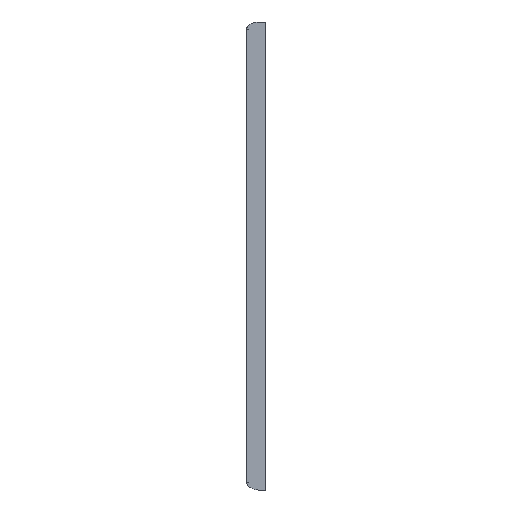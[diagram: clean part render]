
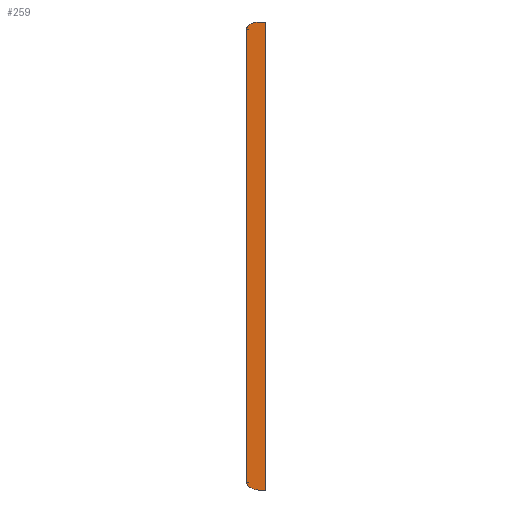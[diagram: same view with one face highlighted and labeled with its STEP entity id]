
A CAD part, left-side view. The second image highlights one B-rep face of the part: STEP entity #259.
In plain terms, the highlighted planar face has unit normal (-1, 0, 0).
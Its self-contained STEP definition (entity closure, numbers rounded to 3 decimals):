
#2 = CARTESIAN_POINT ( 'NONE',  ( -55.402, 41.364, -93.67 ) ) ;
#9 = CARTESIAN_POINT ( 'NONE',  ( -55.402, 43.267, -92.522 ) ) ;
#29 = ORIENTED_EDGE ( 'NONE', *, *, #246, .F. ) ;
#49 = LINE ( 'NONE', #764, #433 ) ;
#101 = CARTESIAN_POINT ( 'NONE',  ( -55.402, 43.96, -91.493 ) ) ;
#105 = CARTESIAN_POINT ( 'NONE',  ( -55.402, 44.02, -91.25 ) ) ;
#114 = CARTESIAN_POINT ( 'NONE',  ( -55.402, 39.908, 94. ) ) ;
#118 = CARTESIAN_POINT ( 'NONE',  ( -55.402, 42.039, 93.364 ) ) ;
#121 = CARTESIAN_POINT ( 'NONE',  ( -55.402, 42.679, 92.991 ) ) ;
#161 = B_SPLINE_CURVE_WITH_KNOTS ( 'NONE', 3,
 ( #747, #654, #105, #101, #1039, #663, #763, #9, #759, #288, #372, #549, #2, #273, #951, #938 ),
 .UNSPECIFIED., .F., .F.,
 ( 4, 2, 2, 2, 2, 2, 2, 4 ),
 ( 0., 0., 0.001, 0.001, 0.002, 0.003, 0.004, 0.006 ),
 .UNSPECIFIED. ) ;
#163 = CARTESIAN_POINT ( 'NONE',  ( -55.402, 39.5, 94. ) ) ;
#171 = VERTEX_POINT ( 'NONE', #393 ) ;
#197 = VERTEX_POINT ( 'NONE', #666 ) ;
#204 = CARTESIAN_POINT ( 'NONE',  ( -55.402, 42.471, 93.124 ) ) ;
#215 = CARTESIAN_POINT ( 'NONE',  ( -55.402, 43.914, 91.614 ) ) ;
#246 = EDGE_CURVE ( 'NONE', #197, #1132, #49, .T. ) ;
#259 = ADVANCED_FACE ( 'NONE', ( #494 ), #687, .F. ) ;
#273 = CARTESIAN_POINT ( 'NONE',  ( -55.402, 40.398, -93.93 ) ) ;
#288 = CARTESIAN_POINT ( 'NONE',  ( -55.402, 42.684, -92.987 ) ) ;
#290 = AXIS2_PLACEMENT_3D ( 'NONE', #488, #883, #403 ) ;
#349 = VECTOR ( 'NONE', #821, 1000. ) ;
#353 = ORIENTED_EDGE ( 'NONE', *, *, #493, .T. ) ;
#363 = LINE ( 'NONE', #163, #349 ) ;
#372 = CARTESIAN_POINT ( 'NONE',  ( -55.402, 42.472, -93.123 ) ) ;
#389 = CARTESIAN_POINT ( 'NONE',  ( -55.402, 40.397, 93.93 ) ) ;
#393 = CARTESIAN_POINT ( 'NONE',  ( -55.402, 39.406, 94. ) ) ;
#403 = DIRECTION ( 'NONE',  ( 0., 0., -1. ) ) ;
#433 = VECTOR ( 'NONE', #1134, 1000. ) ;
#468 = CARTESIAN_POINT ( 'NONE',  ( -55.402, 36.5, 94. ) ) ;
#471 = CARTESIAN_POINT ( 'NONE',  ( -55.402, 41.116, 93.737 ) ) ;
#475 = CARTESIAN_POINT ( 'NONE',  ( -55.402, 43.752, 91.949 ) ) ;
#485 = CARTESIAN_POINT ( 'NONE',  ( -55.402, 41.816, 93.471 ) ) ;
#488 = CARTESIAN_POINT ( 'NONE',  ( -55.402, 39.5, 94. ) ) ;
#493 = EDGE_CURVE ( 'NONE', #1064, #658, #914, .T. ) ;
#494 = FACE_OUTER_BOUND ( 'NONE', #787, .T. ) ;
#498 = ORIENTED_EDGE ( 'NONE', *, *, #1108, .T. ) ;
#500 = CARTESIAN_POINT ( 'NONE',  ( -55.402, 36.5, 94. ) ) ;
#525 = ORIENTED_EDGE ( 'NONE', *, *, #809, .T. ) ;
#528 = ORIENTED_EDGE ( 'NONE', *, *, #780, .T. ) ;
#549 = CARTESIAN_POINT ( 'NONE',  ( -55.402, 41.823, -93.484 ) ) ;
#591 = CARTESIAN_POINT ( 'NONE',  ( -55.402, 39.406, 94. ) ) ;
#654 = CARTESIAN_POINT ( 'NONE',  ( -55.402, 44.036, -91.127 ) ) ;
#658 = VERTEX_POINT ( 'NONE', #468 ) ;
#663 = CARTESIAN_POINT ( 'NONE',  ( -55.402, 43.752, -91.949 ) ) ;
#666 = CARTESIAN_POINT ( 'NONE',  ( -55.402, 44.036, -91. ) ) ;
#668 = DIRECTION ( 'NONE',  ( 0., -1., 0. ) ) ;
#680 = CARTESIAN_POINT ( 'NONE',  ( -55.402, 44.036, 91.127 ) ) ;
#683 = CARTESIAN_POINT ( 'NONE',  ( -55.402, 43.267, 92.523 ) ) ;
#687 = PLANE ( 'NONE',  #290 ) ;
#692 = B_SPLINE_CURVE_WITH_KNOTS ( 'NONE', 3,
 ( #591, #114, #389, #471, #768, #485, #118, #204, #121, #778, #683, #1049, #475, #215, #1144, #1142, #680, #967 ),
 .UNSPECIFIED., .F., .F.,
 ( 4, 2, 2, 2, 2, 2, 2, 2, 4 ),
 ( 0., 0.001, 0.002, 0.003, 0.004, 0.004, 0.005, 0.006, 0.006 ),
 .UNSPECIFIED. ) ;
#711 = CARTESIAN_POINT ( 'NONE',  ( -55.402, 39.406, -94. ) ) ;
#747 = CARTESIAN_POINT ( 'NONE',  ( -55.402, 44.036, -91. ) ) ;
#759 = CARTESIAN_POINT ( 'NONE',  ( -55.402, 43.081, -92.687 ) ) ;
#763 = CARTESIAN_POINT ( 'NONE',  ( -55.402, 43.603, -92.154 ) ) ;
#764 = CARTESIAN_POINT ( 'NONE',  ( -55.402, 44.036, -103.072 ) ) ;
#768 = CARTESIAN_POINT ( 'NONE',  ( -55.402, 41.355, 93.657 ) ) ;
#778 = CARTESIAN_POINT ( 'NONE',  ( -55.402, 43.078, 92.689 ) ) ;
#780 = EDGE_CURVE ( 'NONE', #171, #1132, #692, .T. ) ;
#787 = EDGE_LOOP ( 'NONE', ( #968, #528, #29, #498, #525, #353 ) ) ;
#809 = EDGE_CURVE ( 'NONE', #904, #1064, #901, .T. ) ;
#821 = DIRECTION ( 'NONE',  ( 0., -1., 0. ) ) ;
#880 = DIRECTION ( 'NONE',  ( 0., 0., 1. ) ) ;
#883 = DIRECTION ( 'NONE',  ( 1., 0., 0. ) ) ;
#901 = LINE ( 'NONE', #1054, #1070 ) ;
#904 = VERTEX_POINT ( 'NONE', #711 ) ;
#914 = LINE ( 'NONE', #500, #1005 ) ;
#938 = CARTESIAN_POINT ( 'NONE',  ( -55.402, 39.406, -94. ) ) ;
#951 = CARTESIAN_POINT ( 'NONE',  ( -55.402, 39.907, -94. ) ) ;
#967 = CARTESIAN_POINT ( 'NONE',  ( -55.402, 44.036, 91. ) ) ;
#968 = ORIENTED_EDGE ( 'NONE', *, *, #1011, .F. ) ;
#1005 = VECTOR ( 'NONE', #880, 1000. ) ;
#1011 = EDGE_CURVE ( 'NONE', #171, #658, #363, .T. ) ;
#1034 = CARTESIAN_POINT ( 'NONE',  ( -55.402, 36.5, -94. ) ) ;
#1039 = CARTESIAN_POINT ( 'NONE',  ( -55.402, 43.915, -91.612 ) ) ;
#1049 = CARTESIAN_POINT ( 'NONE',  ( -55.402, 43.603, 92.153 ) ) ;
#1054 = CARTESIAN_POINT ( 'NONE',  ( -55.402, 39.5, -94. ) ) ;
#1064 = VERTEX_POINT ( 'NONE', #1034 ) ;
#1070 = VECTOR ( 'NONE', #668, 1000. ) ;
#1108 = EDGE_CURVE ( 'NONE', #197, #904, #161, .T. ) ;
#1121 = CARTESIAN_POINT ( 'NONE',  ( -55.402, 44.036, 91. ) ) ;
#1132 = VERTEX_POINT ( 'NONE', #1121 ) ;
#1134 = DIRECTION ( 'NONE',  ( 0., 0., 1. ) ) ;
#1142 = CARTESIAN_POINT ( 'NONE',  ( -55.402, 44.02, 91.251 ) ) ;
#1144 = CARTESIAN_POINT ( 'NONE',  ( -55.402, 43.959, 91.495 ) ) ;
